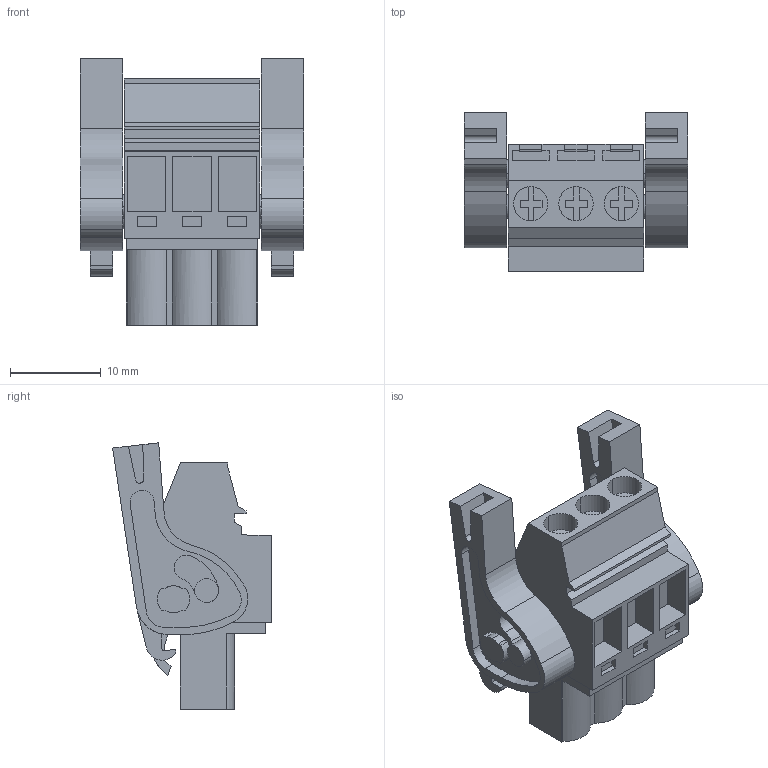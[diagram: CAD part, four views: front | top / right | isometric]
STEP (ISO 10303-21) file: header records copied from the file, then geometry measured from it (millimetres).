
FILE_DESCRIPTION(('CATIA V5 STEP Exchange','CAx-IF Rec.Pracs.--- Model Styling and Organization---1.2---2011-12-15'),'2;1');
FILE_NAME ('D1460510_0_1961180000_1961180000.stp','2017-09-20T17:19:48+00:00',('none'),('Weidmueller'),'CATIA Version 5-6 Release 2014','CATIA V5 STEP AP214','none');
FILE_SCHEMA(('AUTOMOTIVE_DESIGN { 1 0 10303 214 1 1 1 1 }'));
Length unit declared in the file: millimetre
Products named in the file (1): 1961180000
Bounding box: 24.7 x 17.52 x 29.42 mm (x, y, z)
Volume: 4448.8 mm3; surface area: 4233.2 mm2
Topology: 6 solids, 6 shells, 362 faces, 986 edges, 658 vertices
Faces by surface type: plane 273, cylinder 73, extrusion 16
Entity records: 11002 total; most frequent: CARTESIAN_POINT 2200, ORIENTED_EDGE 1972, DIRECTION 1484, EDGE_CURVE 986, VECTOR 788, LINE 772, VERTEX_POINT 658, AXIS2_PLACEMENT_3D 434
